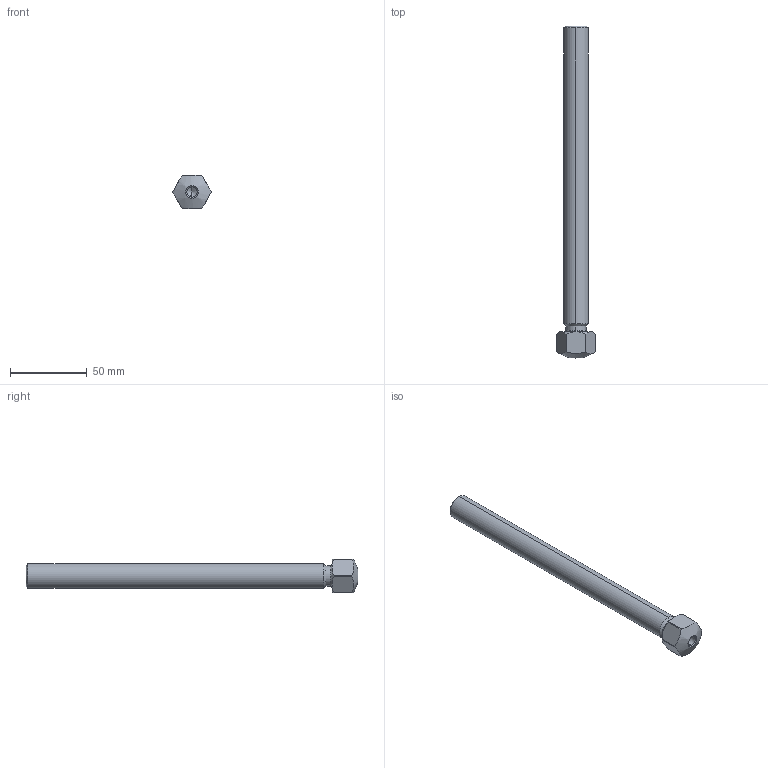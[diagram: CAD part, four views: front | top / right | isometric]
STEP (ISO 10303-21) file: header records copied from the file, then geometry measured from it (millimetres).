
FILE_DESCRIPTION (( 'STEP AP214' ), '1' );
FILE_NAME ('7410890', '2019-01-30T09:33:33', ( '' ), ('JUGARD+KÜNSTNER GmbH'), 'SwSTEP 2.0', 'SolidWorks 2017', '' );
FILE_SCHEMA (( 'AUTOMOTIVE_DESIGN' ));
Length unit declared in the file: millimetre
Products named in the file (1): 7410890
Bounding box: 25.2 x 216.98 x 22 mm (x, y, z)
Volume: 45931.1 mm3; surface area: 12196.9 mm2
Topology: 1 solids, 1 shells, 38 faces, 95 edges, 59 vertices
Faces by surface type: cone 15, cylinder 12, plane 8, bspline 3
Entity records: 1490 total; most frequent: CARTESIAN_POINT 552, ORIENTED_EDGE 186, DIRECTION 185, EDGE_CURVE 93, AXIS2_PLACEMENT_3D 76, VERTEX_POINT 59, CIRCLE 40, EDGE_LOOP 40
